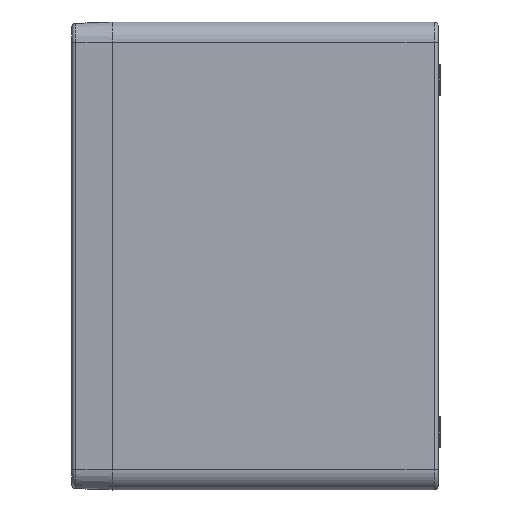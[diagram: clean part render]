
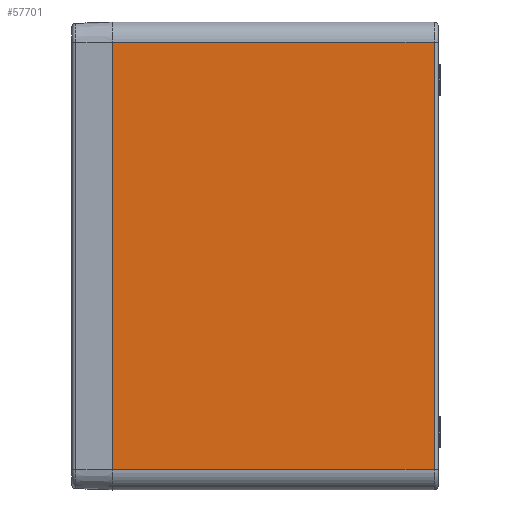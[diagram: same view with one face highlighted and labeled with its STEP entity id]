
A CAD part, left-side view. The second image highlights one B-rep face of the part: STEP entity #57701.
In plain terms, the highlighted planar face has unit normal (-1, 0, 0).
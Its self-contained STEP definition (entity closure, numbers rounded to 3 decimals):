
#48959 = LINE ( 'NONE', #49082, #49080 ) ;
#49007 = CARTESIAN_POINT ( 'NONE',  ( -165., 0., -105. ) ) ;
#49032 = CARTESIAN_POINT ( 'NONE',  ( -165., 0., 105. ) ) ;
#49078 = DIRECTION ( 'NONE',  ( 0., 0., 1. ) ) ;
#49080 = VECTOR ( 'NONE', #49078, 1000. ) ;
#49082 = CARTESIAN_POINT ( 'NONE',  ( -165., 0., -115. ) ) ;
#49595 = LINE ( 'NONE', #49669, #49668 ) ;
#49667 = DIRECTION ( 'NONE',  ( 0., -1., 0. ) ) ;
#49668 = VECTOR ( 'NONE', #49667, 1000. ) ;
#49669 = CARTESIAN_POINT ( 'NONE',  ( -165., -160., -105. ) ) ;
#49684 = CARTESIAN_POINT ( 'NONE',  ( -165., -158., -105. ) ) ;
#49698 = LINE ( 'NONE', #49753, #49752 ) ;
#49732 = LINE ( 'NONE', #49797, #49796 ) ;
#49746 = CARTESIAN_POINT ( 'NONE',  ( -165., -158., 105. ) ) ;
#49751 = DIRECTION ( 'NONE',  ( 0., 1., 0. ) ) ;
#49752 = VECTOR ( 'NONE', #49751, 1000. ) ;
#49753 = CARTESIAN_POINT ( 'NONE',  ( -165., -160., 105. ) ) ;
#49795 = DIRECTION ( 'NONE',  ( 0., 0., 1. ) ) ;
#49796 = VECTOR ( 'NONE', #49795, 1000. ) ;
#49797 = CARTESIAN_POINT ( 'NONE',  ( -165., -158., 105. ) ) ;
#49850 = DIRECTION ( 'NONE',  ( 0., 0., 1. ) ) ;
#49851 = DIRECTION ( 'NONE',  ( -1., 0., 0. ) ) ;
#49852 = CARTESIAN_POINT ( 'NONE',  ( -165., -160., -115. ) ) ;
#49853 = AXIS2_PLACEMENT_3D ( 'NONE', #49852, #49851, #49850 ) ;
#49854 = PLANE ( 'NONE',  #49853 ) ;
#49855 = FACE_OUTER_BOUND ( 'NONE', #57688, .T. ) ;
#57458 = VERTEX_POINT ( 'NONE', #49007 ) ;
#57465 = EDGE_CURVE ( 'NONE', #57458, #57482, #48959, .T. ) ;
#57482 = VERTEX_POINT ( 'NONE', #49032 ) ;
#57631 = ORIENTED_EDGE ( 'NONE', *, *, #57672, .T. ) ;
#57636 = ORIENTED_EDGE ( 'NONE', *, *, #57660, .T. ) ;
#57638 = ORIENTED_EDGE ( 'NONE', *, *, #57465, .F. ) ;
#57641 = EDGE_CURVE ( 'NONE', #57458, #57653, #49595, .T. ) ;
#57653 = VERTEX_POINT ( 'NONE', #49684 ) ;
#57660 = EDGE_CURVE ( 'NONE', #57667, #57482, #49698, .T. ) ;
#57667 = VERTEX_POINT ( 'NONE', #49746 ) ;
#57672 = EDGE_CURVE ( 'NONE', #57653, #57667, #49732, .T. ) ;
#57674 = ORIENTED_EDGE ( 'NONE', *, *, #57641, .T. ) ;
#57688 = EDGE_LOOP ( 'NONE', ( #57674, #57631, #57636, #57638 ) ) ;
#57701 = ADVANCED_FACE ( 'NONE', ( #49855 ), #49854, .T. ) ;
